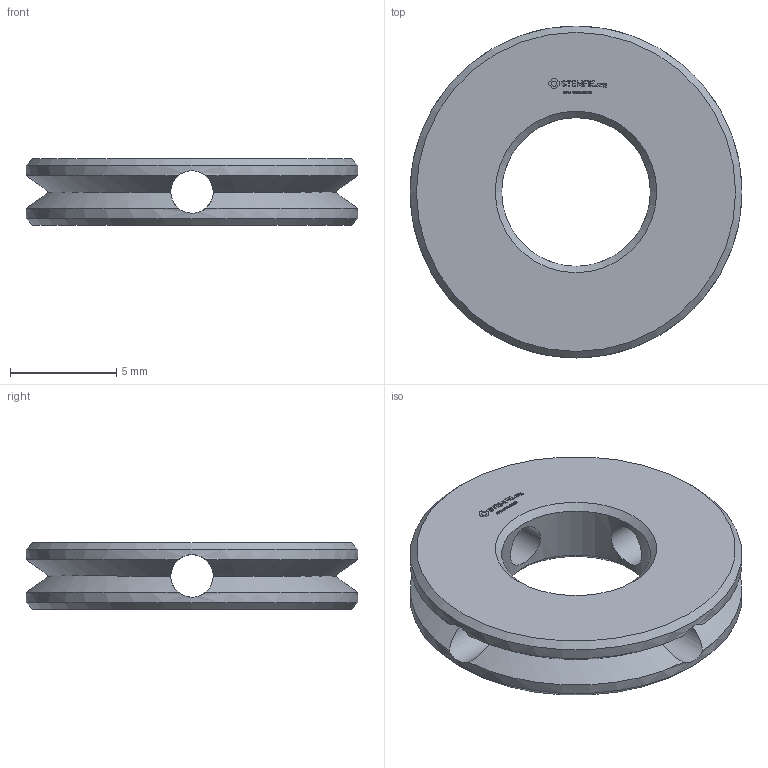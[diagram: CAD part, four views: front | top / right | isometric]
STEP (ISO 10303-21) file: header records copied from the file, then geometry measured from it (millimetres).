
FILE_DESCRIPTION(('FreeCAD Model'),'2;1');
FILE_NAME('Open CASCADE Shape Model','2023-11-14T15:51:38',(''),(''), 'Open CASCADE STEP processor 7.6','FreeCAD','Unknown');
FILE_SCHEMA(('AUTOMOTIVE_DESIGN { 1 0 10303 214 1 1 1 1 }'));
Length unit declared in the file: millimetre
Products named in the file (1): Washer FRE OCT BU01.25x00.25 - SPN-WSR-0039 (stemfie.org)
Bounding box: 15.62 x 15.62 x 3.12 mm (x, y, z)
Volume: 388.1 mm3; surface area: 615.3 mm2
Topology: 1 solids, 1 shells, 537 faces, 1516 edges, 1008 vertices
Faces by surface type: plane 308, extrusion 210, cone 12, cylinder 7
Full cylindrical faces by diameter (mm): 2 x4, 7 x1, 15.625 x2
Entity records: 38838 total; most frequent: CARTESIAN_POINT 10051, DIRECTION 4497, VECTOR 3798, LINE 3588, ORIENTED_EDGE 3032, PCURVE 3032, DEFINITIONAL_REPRESENTATION 3032, EDGE_CURVE 1516
